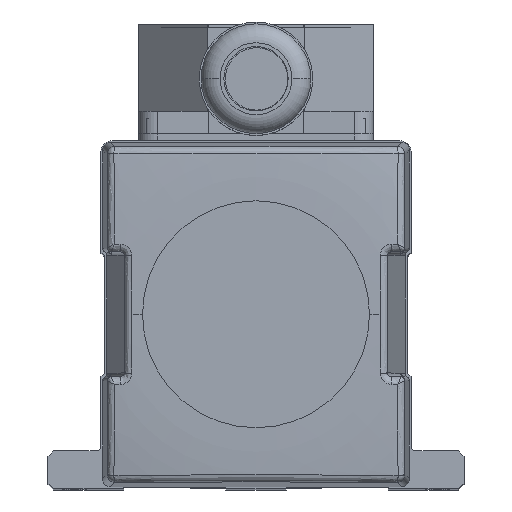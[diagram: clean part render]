
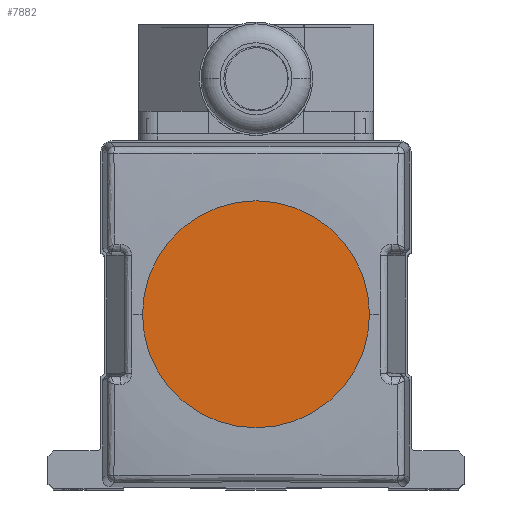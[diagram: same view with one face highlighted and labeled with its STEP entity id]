
A CAD part, top view. The second image highlights one B-rep face of the part: STEP entity #7882.
In plain terms, the highlighted planar face has unit normal (0, 0, 1).
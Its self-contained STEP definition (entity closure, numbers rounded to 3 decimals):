
#2480 = CIRCLE ( 'NONE', #3951, 30. ) ;
#3654 = PLANE ( 'NONE',  #14225 ) ;
#3951 = AXIS2_PLACEMENT_3D ( 'NONE', #8578, #10484, #6627 ) ;
#4837 = CARTESIAN_POINT ( 'NONE',  ( 0., 0., 36.5 ) ) ;
#4933 = DIRECTION ( 'NONE',  ( -1., 0., 0. ) ) ;
#6627 = DIRECTION ( 'NONE',  ( -1., 0., 0. ) ) ;
#7880 = ORIENTED_EDGE ( 'NONE', *, *, #8449, .F. ) ;
#7882 = ADVANCED_FACE ( 'NONE', ( #15173 ), #3654, .F. ) ;
#8449 = EDGE_CURVE ( 'NONE', #16675, #8723, #2480, .T. ) ;
#8578 = CARTESIAN_POINT ( 'NONE',  ( 0., 0., 36.5 ) ) ;
#8723 = VERTEX_POINT ( 'NONE', #11744 ) ;
#9770 = DIRECTION ( 'NONE',  ( 0., 0., -1. ) ) ;
#10484 = DIRECTION ( 'NONE',  ( 0., 0., -1. ) ) ;
#11744 = CARTESIAN_POINT ( 'NONE',  ( -30., 0., 36.5 ) ) ;
#13756 = CARTESIAN_POINT ( 'NONE',  ( 0., 0., 36.5 ) ) ;
#14225 = AXIS2_PLACEMENT_3D ( 'NONE', #13756, #9770, #15967 ) ;
#15173 = FACE_OUTER_BOUND ( 'NONE', #22394, .T. ) ;
#15506 = ORIENTED_EDGE ( 'NONE', *, *, #22962, .F. ) ;
#15967 = DIRECTION ( 'NONE',  ( -1., 0., 0. ) ) ;
#16675 = VERTEX_POINT ( 'NONE', #23231 ) ;
#17474 = DIRECTION ( 'NONE',  ( 0., 0., -1. ) ) ;
#19639 = AXIS2_PLACEMENT_3D ( 'NONE', #4837, #17474, #4933 ) ;
#22394 = EDGE_LOOP ( 'NONE', ( #15506, #7880 ) ) ;
#22962 = EDGE_CURVE ( 'NONE', #8723, #16675, #23387, .T. ) ;
#23231 = CARTESIAN_POINT ( 'NONE',  ( 30., 0., 36.5 ) ) ;
#23387 = CIRCLE ( 'NONE', #19639, 30. ) ;
